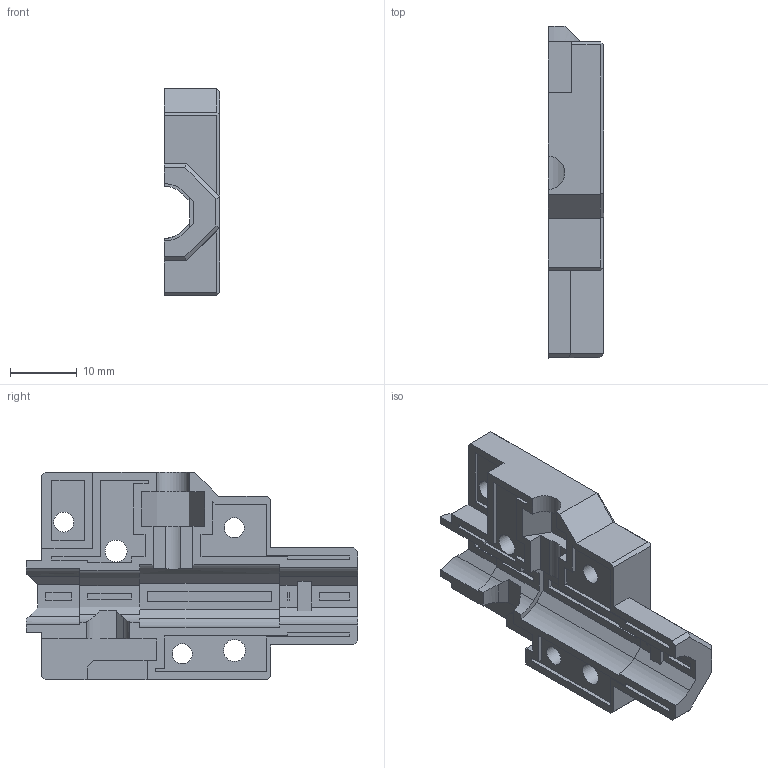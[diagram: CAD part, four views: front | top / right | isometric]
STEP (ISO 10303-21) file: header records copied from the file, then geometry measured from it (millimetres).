
FILE_DESCRIPTION(/* description */ (''),/* implementation_level */ '2;1');
FILE_NAME(/* name */ '6_Hop-Up_Unit_Left.step',/* time_stamp */ '2023-08-25T22:07:32+01:00',/* author */ (''),/* organization */ (''),/* preprocessor_version */ 'ST-DEVELOPER v20',/* originating_system */ 'Autodesk Translation Framework v12.9.0.99',/* authorisation */ '');
FILE_SCHEMA (('AUTOMOTIVE_DESIGN { 1 0 10303 214 3 1 1 }'));
Length unit declared in the file: millimetre
Products named in the file (1): 6. Hop-Up Unit Left
Bounding box: 8.35 x 49.8 x 31.1 mm (x, y, z)
Volume: 6581.9 mm3; surface area: 4467 mm2
Topology: 1 solids, 1 shells, 197 faces, 547 edges, 360 vertices
Faces by surface type: plane 173, cylinder 22, cone 2
Full cylindrical faces by diameter (mm): 3 x3, 3.3 x2, 5.6 x1
Entity records: 6285 total; most frequent: CARTESIAN_POINT 1125, ORIENTED_EDGE 1094, DIRECTION 1002, EDGE_CURVE 547, LINE 482, VECTOR 482, VERTEX_POINT 360, AXIS2_PLACEMENT_3D 260
